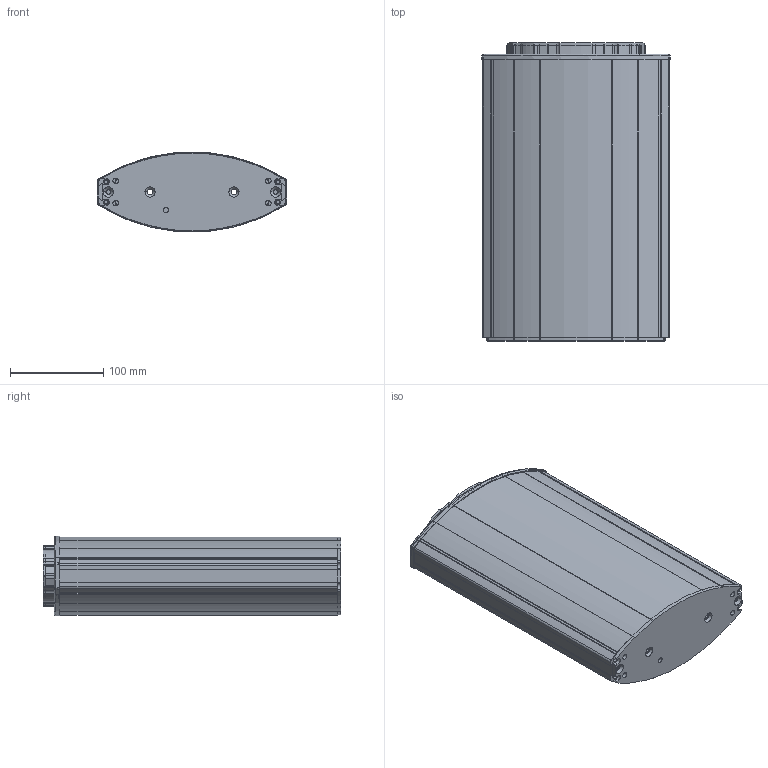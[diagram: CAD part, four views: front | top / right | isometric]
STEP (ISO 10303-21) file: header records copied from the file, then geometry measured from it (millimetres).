
FILE_DESCRIPTION (( 'STEP AP203' ), '1' );
FILE_NAME ('T180-3 EB320 Hub 370.STEP', '2011-11-15T15:54:29', ( 'PC' ), ( 'PC' ), 'SwSTEP 2.0', 'SolidWorks 2007', '' );
FILE_SCHEMA (( 'CONFIG_CONTROL_DESIGN' ));
Length unit declared in the file: millimetre
Products named in the file (11): T180M_Farbm_Standard; T180-3 EB320 Hub 370; fußplatte_3mm gelasert_Standard; T180A_Farbm_Standard; T180I_Farbm_Standard; Brille A_Standard; kopfplatte_Standard_Standard; Brille M_Standard
Assembly tree (10 placements, depth 3):
  T180-3 EB320 Hub 370
    T180I_Farbm_Standard
      kopfplatte_Standard_Standard
      T180I_Farbm_Standard
    T180A_Farbm_Standard
      T180A_Farbm_Standard
    Brille M_Standard
    Brille A_Standard
    fußplatte_3mm gelasert_Standard
    T180M_Farbm_Standard
      T180M_Farbm_Standard
Bounding box: 203.07 x 320 x 85.63 mm (x, y, z)
Volume: 1307852.6 mm3; surface area: 852006.5 mm2
Topology: 7 solids, 7 shells, 1643 faces, 4652 edges, 3040 vertices
Faces by surface type: cylinder 1040, plane 402, torus 104, bspline 50, cone 47
Entity records: 58318 total; most frequent: CARTESIAN_POINT 13133, DIRECTION 9775, ORIENTED_EDGE 9304, EDGE_CURVE 4652, AXIS2_PLACEMENT_3D 3824, VERTEX_POINT 3040, CIRCLE 2215, VECTOR 2127
